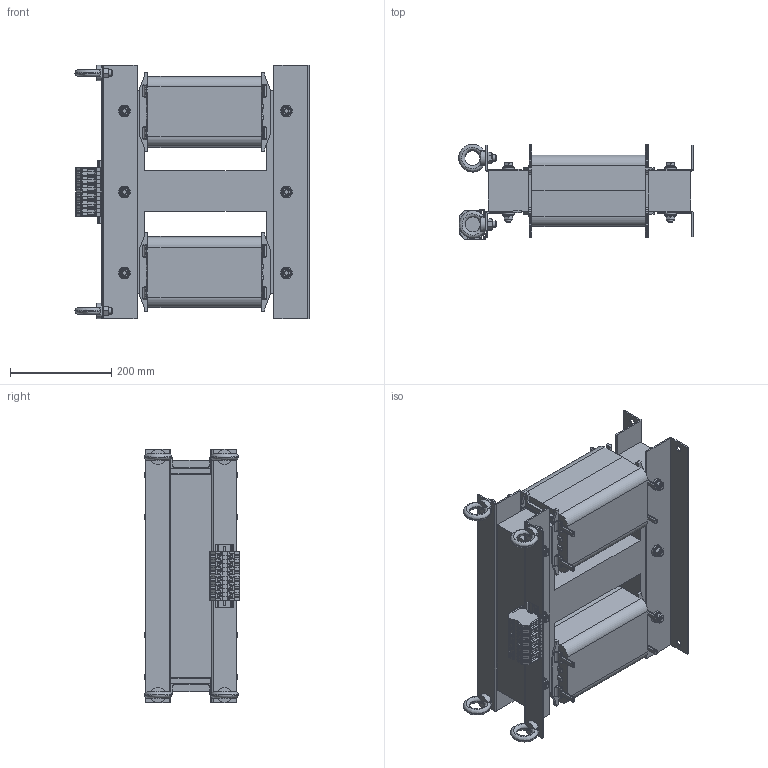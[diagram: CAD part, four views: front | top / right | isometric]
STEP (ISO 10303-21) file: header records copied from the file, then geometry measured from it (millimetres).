
FILE_DESCRIPTION(/* description */ (''),/* implementation_level */ '2;1');
FILE_NAME(/* name */ 'YZV03255400.stp',/* time_stamp */ '2023-03-31T11:52:40+02:00',/* author */ ('velazquez'),/* organization */ ('MANUMAG'),/* preprocessor_version */ 'ST-DEVELOPER v19.2',/* originating_system */ 'Autodesk Inventor 2023',/* authorisation */ '');
FILE_SCHEMA (('AUTOMOTIVE_DESIGN { 1 0 10303 214 3 1 1 }'));
Products named in the file (13): YZV03255400; 3UI240 400 x 400 - 80; UI 240_83_BOBINADO; RC80 NT080; centrador M10 aleman; DIN 125 - A 10,5; DIN 933 - M10  x 110; DIN 934 - M10; carril 5 agujeros; FICHA 35; FICHA 35 AM_VE; DIN 580 - M12; DIN 934 - M12
Assembly tree (58 placements, depth 2):
  YZV03255400
    3UI240 400 x 400 - 80
    UI 240_83_BOBINADO  x2
    RC80 NT080  x4
    centrador M10 aleman  x12
    DIN 125 - A 10,5  x12
    DIN 933 - M10  x 110  x6
    DIN 934 - M10  x6
    DIN 580 - M12  x4
    DIN 934 - M12  x4
    carril 5 agujeros
    FICHA 35  x5
    FICHA 35 AM_VE
Bounding box: 463 x 188 x 500 mm (x, y, z)
Volume: 16221768.2 mm3; surface area: 1998234.6 mm2
Topology: 58 solids, 130 shells, 6876 faces, 17790 edges, 10781 vertices
Faces by surface type: plane 3764, cylinder 2024, sphere 356, bspline 336, torus 296, cone 100
Full cylindrical faces by diameter (mm): 0.6 x8, 2 x24, 6.5 x12, 8.376 x6, 9.188 x6, 10 x6, 10.106 x4, 10.5 x24, 10.8 x4, 12 x4, 13 x20, 14.7 x12, 15 x6, 15.4 x6, 20 x12, 23 x12
Entity records: 93701 total; most frequent: CARTESIAN_POINT 28254, DIRECTION 13091, ORIENTED_EDGE 13068, EDGE_CURVE 6534, LINE 4431, VECTOR 4431, AXIS2_PLACEMENT_3D 4330, VERTEX_POINT 4048
